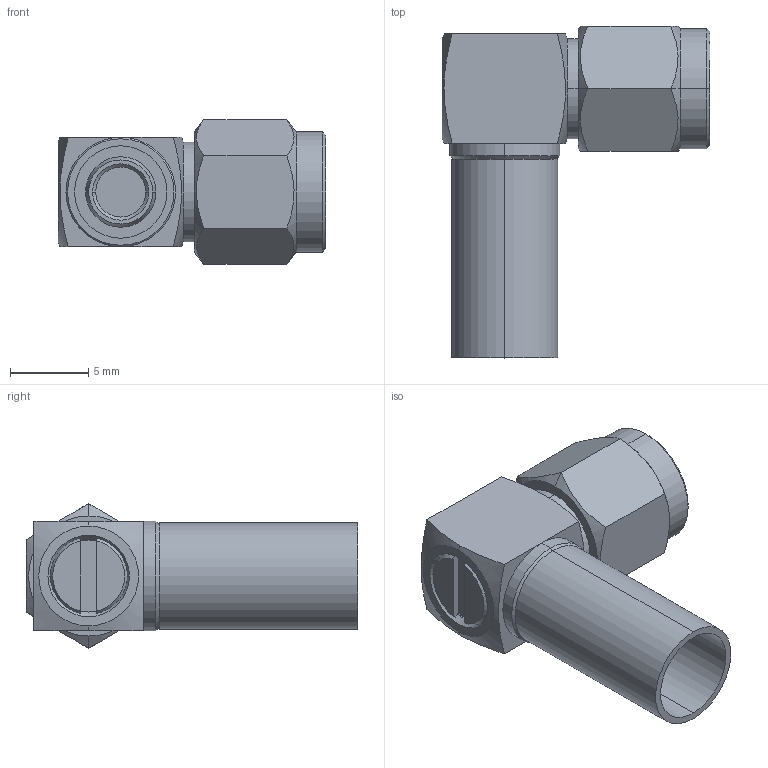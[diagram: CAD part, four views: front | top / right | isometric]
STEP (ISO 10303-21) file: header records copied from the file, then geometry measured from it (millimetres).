
FILE_DESCRIPTION (( 'STEP AP203' ), '1' );
FILE_NAME ('ASM-1710.STEP', '2013-02-20T15:38:58', ( 'x' ), ( '' ), 'SwSTEP 2.0', 'SolidWorks 2012', '' );
FILE_SCHEMA (( 'CONFIG_CONTROL_DESIGN' ));
Length unit declared in the file: millimetre
Products named in the file (6): ASM-1710-MA5; ASM-1710-MA4; ASM-1710-MA3; ASM-1710-MA2; ASM-1710-MA1; ASM-1710
Assembly tree (5 placements, depth 2):
  ASM-1710
    ASM-1710-MA1
    ASM-1710-MA2
    ASM-1710-MA3
    ASM-1710-MA4
    ASM-1710-MA5
Bounding box: 17.1 x 21.2 x 9.24 mm (x, y, z)
Volume: 845.2 mm3; surface area: 1763.4 mm2
Topology: 5 solids, 5 shells, 125 faces, 268 edges, 159 vertices
Faces by surface type: cone 58, plane 37, cylinder 30
Entity records: 4154 total; most frequent: CARTESIAN_POINT 802, DIRECTION 618, ORIENTED_EDGE 532, EDGE_CURVE 266, AXIS2_PLACEMENT_3D 255, VERTEX_POINT 159, EDGE_LOOP 137, ADVANCED_FACE 125
